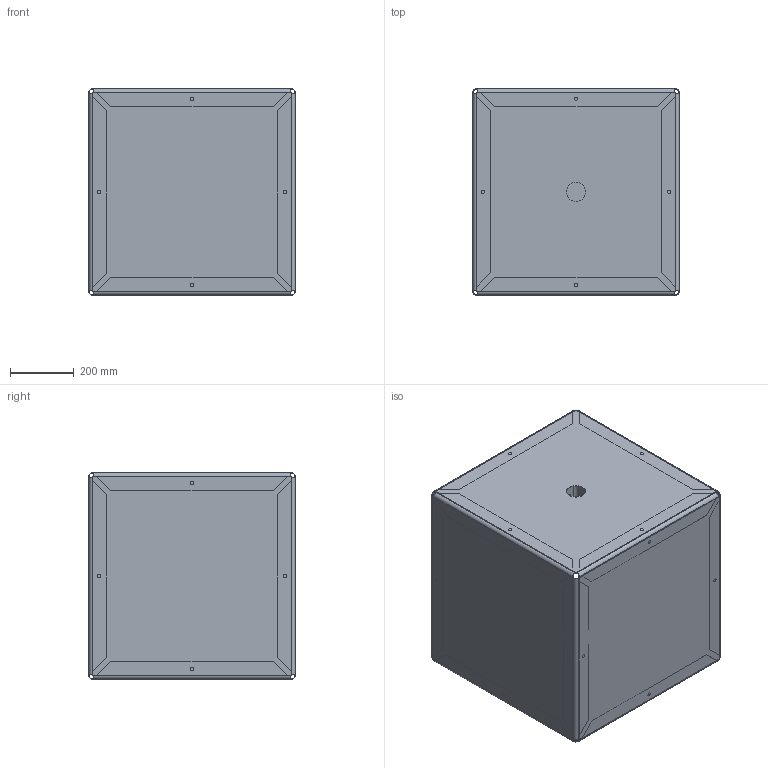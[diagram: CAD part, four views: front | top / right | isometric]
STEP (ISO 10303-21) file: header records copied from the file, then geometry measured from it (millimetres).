
FILE_DESCRIPTION (( 'STEP AP214' ), '1' );
FILE_NAME ('layer1.STEP', '2024-05-17T16:48:50', ( '' ), ( '' ), 'SwSTEP 2.0', 'SolidWorks 2023', '' );
FILE_SCHEMA (( 'AUTOMOTIVE_DESIGN' ));
Length unit declared in the file: metre
Products named in the file (4): inner_bracket; layer1; inner_flat; inner_flat_front
Assembly tree (18 placements, depth 2):
  layer1
    inner_flat_front
    inner_bracket  x12
    inner_flat  x5
Bounding box: 653 x 653 x 653 mm (x, y, z)
Volume: 4608165.3 mm3; surface area: 6189814.5 mm2
Topology: 18 solids, 18 shells, 374 faces, 846 edges, 532 vertices
Faces by surface type: plane 252, cylinder 122
Entity records: 1891 total; most frequent: DIRECTION 340, CARTESIAN_POINT 295, ORIENTED_EDGE 260, EDGE_CURVE 130, AXIS2_PLACEMENT_3D 129, VERTEX_POINT 84, LINE 82, VECTOR 82
